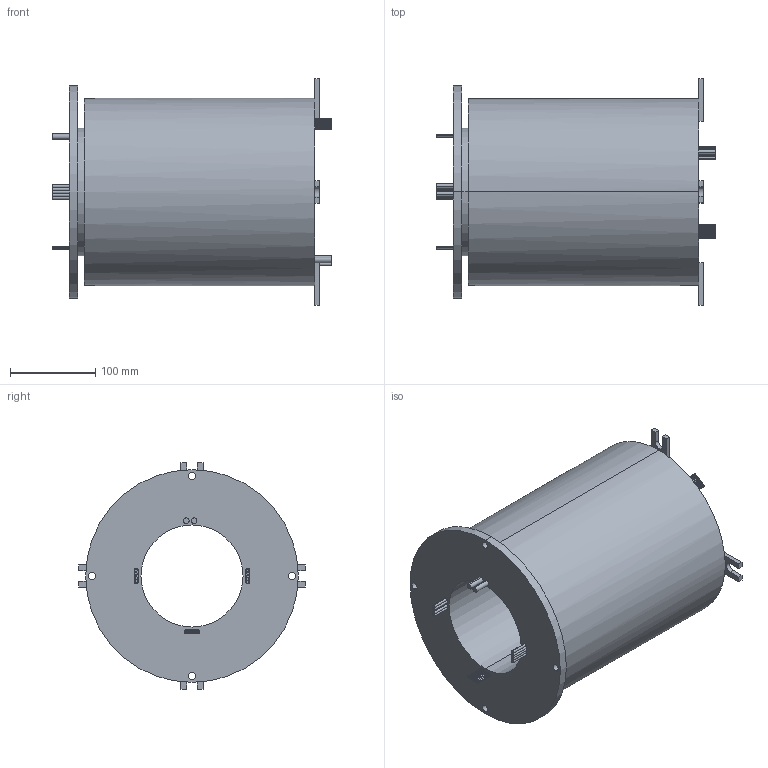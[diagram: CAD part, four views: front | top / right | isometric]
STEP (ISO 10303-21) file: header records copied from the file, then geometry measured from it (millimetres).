
FILE_DESCRIPTION (( 'STEP AP203' ), '1' );
FILE_NAME ('1.STEP', '2021-02-03T07:50:50', ( '微软用户' ), ( '微软中国' ), 'SwSTEP 2.0', 'SolidWorks 2014', '' );
FILE_SCHEMA (( 'CONFIG_CONTROL_DESIGN' ));
Length unit declared in the file: millimetre
Products named in the file (1): 1
Bounding box: 329 x 266.01 x 266.01 mm (x, y, z)
Volume: 7687850.9 mm3; surface area: 443283.4 mm2
Topology: 1 solids, 1 shells, 369 faces, 825 edges, 534 vertices
Faces by surface type: cylinder 201, plane 144, cone 24
Entity records: 10518 total; most frequent: DIRECTION 2015, CARTESIAN_POINT 1729, ORIENTED_EDGE 1650, EDGE_CURVE 825, AXIS2_PLACEMENT_3D 820, VERTEX_POINT 534, EDGE_LOOP 463, CIRCLE 450
